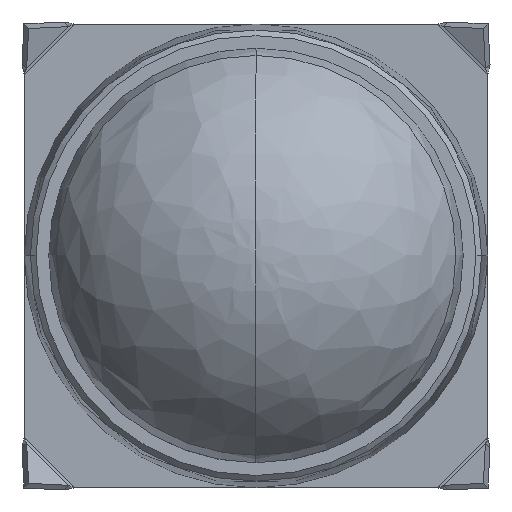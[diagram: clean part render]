
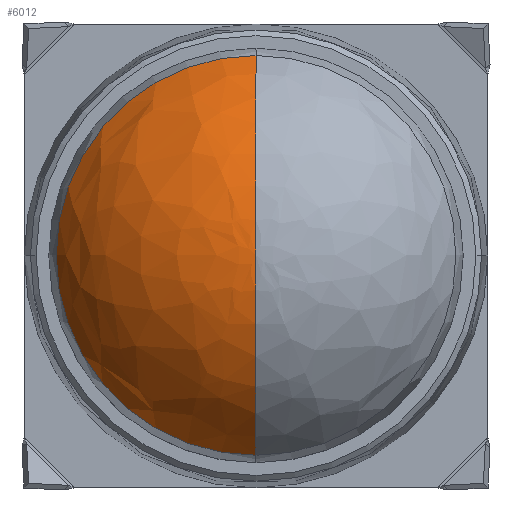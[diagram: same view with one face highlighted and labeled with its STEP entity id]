
A CAD part, top view. The second image highlights one B-rep face of the part: STEP entity #6012.
In plain terms, the highlighted free-form (B-spline) face has degree [3, 3] with [4, 4] control points.
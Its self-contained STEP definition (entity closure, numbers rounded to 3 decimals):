
#126 = CARTESIAN_POINT ( 'NONE',  ( -12.36, 4.871, 6.18 ) ) ;
#998 = EDGE_CURVE ( 'NONE', #2934, #2674, #1429, .T. ) ;
#1118 = CARTESIAN_POINT ( 'NONE',  ( -6.663, 6.6, -3.332 ) ) ;
#1429 = CIRCLE ( 'NONE', #7078, 8.7 ) ;
#2062 =( BOUNDED_SURFACE ( )  B_SPLINE_SURFACE ( 3, 3, ( 
 ( #3096, #7079, #11089, #2108 ),
 ( #6101, #10104, #1118, #5120 ),
 ( #9117, #126, #4145, #8135 ),
 ( #12130, #3165, #7150, #11151 ) ),
 .UNSPECIFIED., .F., .F., .F. ) 
 B_SPLINE_SURFACE_WITH_KNOTS ( ( 4, 4 ),
 ( 4, 4 ),
 ( 0., 1. ),
 ( 0., 1. ),
 .UNSPECIFIED. ) 
 GEOMETRIC_REPRESENTATION_ITEM ( )  RATIONAL_B_SPLINE_SURFACE ( (
 ( 1., 0.333, 0.333, 1.),
 ( 0.903, 0.301, 0.301, 0.903),
 ( 0.903, 0.301, 0.301, 0.903),
 ( 1., 0.333, 0.333, 1.) ) ) 
 REPRESENTATION_ITEM ( '' )  SURFACE ( )  );
#2108 = CARTESIAN_POINT ( 'NONE',  ( 0., 6.6, 0. ) ) ;
#2674 = VERTEX_POINT ( 'NONE', #11149 ) ;
#2934 = VERTEX_POINT ( 'NONE', #5035 ) ;
#3096 = CARTESIAN_POINT ( 'NONE',  ( 0., 6.6, 0. ) ) ;
#3138 = ORIENTED_EDGE ( 'NONE', *, *, #9489, .F. ) ;
#3165 = CARTESIAN_POINT ( 'NONE',  ( -15.435, 1.916, 7.718 ) ) ;
#3233 = CARTESIAN_POINT ( 'NONE',  ( 0., -2.1, 0. ) ) ;
#3383 = DIRECTION ( 'NONE',  ( 0., 0., -1. ) ) ;
#3567 = CIRCLE ( 'NONE', #10882, 8.7 ) ;
#4000 = DIRECTION ( 'NONE',  ( 0., 1., 0. ) ) ;
#4145 = CARTESIAN_POINT ( 'NONE',  ( -12.36, 4.871, -6.18 ) ) ;
#5035 = CARTESIAN_POINT ( 'NONE',  ( 0., 6.6, 0. ) ) ;
#5120 = CARTESIAN_POINT ( 'NONE',  ( 0., 6.6, -3.332 ) ) ;
#5478 = AXIS2_PLACEMENT_3D ( 'NONE', #8359, #12349, #3383 ) ;
#5791 = CARTESIAN_POINT ( 'NONE',  ( 0., 1.916, 7.718 ) ) ;
#6012 = ADVANCED_FACE ( 'NONE', ( #8069 ), #2062, .F. ) ;
#6101 = CARTESIAN_POINT ( 'NONE',  ( 0., 6.6, 3.332 ) ) ;
#6634 = EDGE_LOOP ( 'NONE', ( #7758, #11418, #3138 ) ) ;
#7077 = EDGE_CURVE ( 'NONE', #2934, #8607, #3567, .T. ) ;
#7078 = AXIS2_PLACEMENT_3D ( 'NONE', #8973, #12979, #4000 ) ;
#7079 = CARTESIAN_POINT ( 'NONE',  ( 0., 6.6, 0. ) ) ;
#7150 = CARTESIAN_POINT ( 'NONE',  ( -15.435, 1.916, -7.718 ) ) ;
#7212 = DIRECTION ( 'NONE',  ( 1., 0., 0. ) ) ;
#7758 = ORIENTED_EDGE ( 'NONE', *, *, #7077, .F. ) ;
#8069 = FACE_OUTER_BOUND ( 'NONE', #6634, .T. ) ;
#8135 = CARTESIAN_POINT ( 'NONE',  ( 0., 4.871, -6.18 ) ) ;
#8359 = CARTESIAN_POINT ( 'NONE',  ( 0., 1.916, 0. ) ) ;
#8607 = VERTEX_POINT ( 'NONE', #5791 ) ;
#8973 = CARTESIAN_POINT ( 'NONE',  ( 0., -2.1, 0. ) ) ;
#9117 = CARTESIAN_POINT ( 'NONE',  ( 0., 4.871, 6.18 ) ) ;
#9489 = EDGE_CURVE ( 'NONE', #8607, #2674, #11133, .T. ) ;
#10104 = CARTESIAN_POINT ( 'NONE',  ( -6.663, 6.6, 3.332 ) ) ;
#10882 = AXIS2_PLACEMENT_3D ( 'NONE', #3233, #7212, #11211 ) ;
#11089 = CARTESIAN_POINT ( 'NONE',  ( 0., 6.6, 0. ) ) ;
#11133 = CIRCLE ( 'NONE', #5478, 7.718 ) ;
#11149 = CARTESIAN_POINT ( 'NONE',  ( 0., 1.916, -7.718 ) ) ;
#11151 = CARTESIAN_POINT ( 'NONE',  ( 0., 1.916, -7.718 ) ) ;
#11211 = DIRECTION ( 'NONE',  ( 0., 1., 0. ) ) ;
#11418 = ORIENTED_EDGE ( 'NONE', *, *, #998, .T. ) ;
#12130 = CARTESIAN_POINT ( 'NONE',  ( 0., 1.916, 7.718 ) ) ;
#12349 = DIRECTION ( 'NONE',  ( 0., -1., 0. ) ) ;
#12979 = DIRECTION ( 'NONE',  ( -1., 0., 0. ) ) ;
